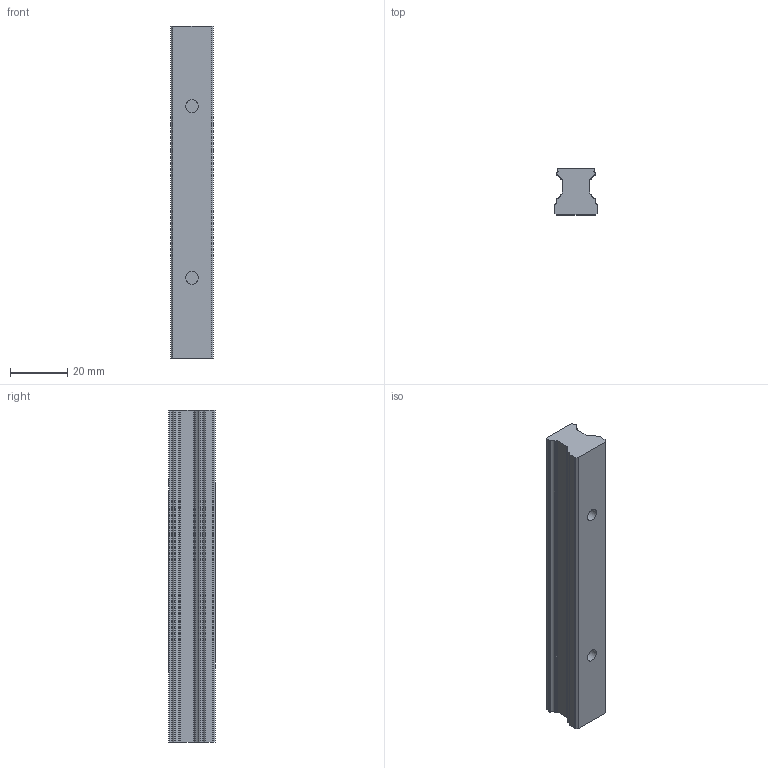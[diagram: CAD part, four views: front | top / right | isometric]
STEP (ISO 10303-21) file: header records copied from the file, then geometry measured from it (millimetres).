
FILE_DESCRIPTION (( 'STEP AP214' ), '1' );
FILE_NAME ('Rexroth-Ball-Rail-R160510431-116-28.step', '2020-07-02T10:05:22', ( '' ), ( '' ), 'SwSTEP 2.0', 'SolidWorks 2010', '' );
FILE_SCHEMA (( 'AUTOMOTIVE_DESIGN' ));
Length unit declared in the file: millimetre
Products named in the file (3): Rexroth-Ball-Rail-R160510431-116-28_Rail-1605-15-Hole-Plug-BoschRexroth; Rexroth-Hole-Plug-1605-100-80_Hole-Plug-15-BoschRexroth; Rexroth-Ball-Rail-R160510431-116-28
Assembly tree (3 placements, depth 2):
  Rexroth-Ball-Rail-R160510431-116-28
    Rexroth-Hole-Plug-1605-100-80_Hole-Plug-15-BoschRexroth  x2
    Rexroth-Ball-Rail-R160510431-116-28_Rail-1605-15-Hole-Plug-BoschRexroth
Bounding box: 15 x 16.2 x 116 mm (x, y, z)
Volume: 21893.6 mm3; surface area: 8535.7 mm2
Topology: 3 solids, 3 shells, 68 faces, 172 edges, 114 vertices
Faces by surface type: cylinder 34, plane 30, cone 4
Full cylindrical faces by diameter (mm): 4.4 x2, 7.3 x2, 7.4 x2
Entity records: 2040 total; most frequent: DIRECTION 362, CARTESIAN_POINT 334, ORIENTED_EDGE 314, EDGE_CURVE 157, AXIS2_PLACEMENT_3D 137, VERTEX_POINT 109, LINE 88, VECTOR 88
